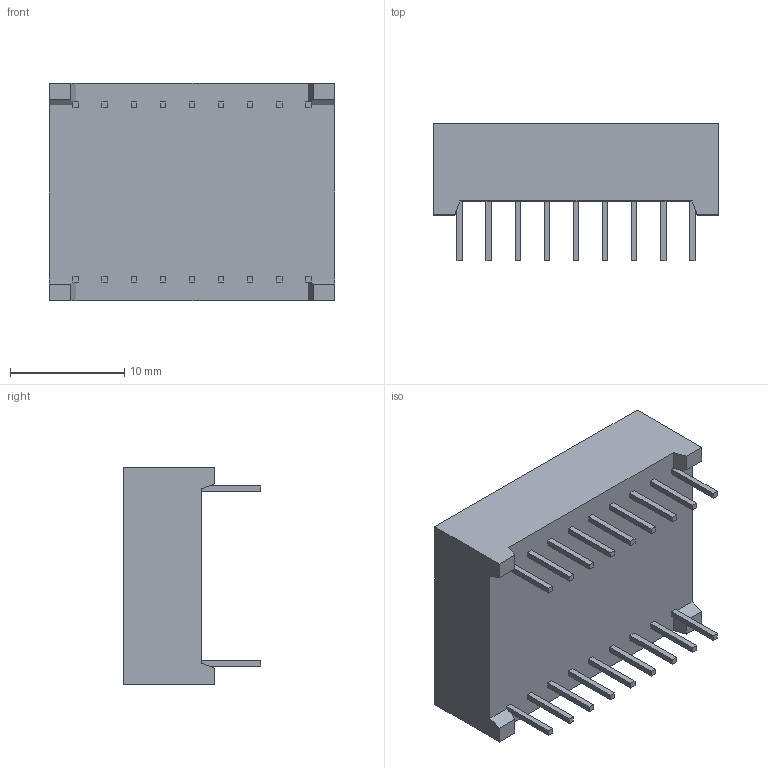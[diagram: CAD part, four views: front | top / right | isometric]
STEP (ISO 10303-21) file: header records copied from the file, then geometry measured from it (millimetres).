
FILE_DESCRIPTION (( 'STEP AP214' ), '1' );
FILE_NAME ('end-el-san Co Ltd-King Bright DX56-11A.STEP', '2018-12-17T08:56:23', ( '' ), ( '' ), 'SwSTEP 2.0', 'SolidWorks 2018', '' );
FILE_SCHEMA (( 'AUTOMOTIVE_DESIGN' ));
Length unit declared in the file: millimetre
Products named in the file (1): end-el-san Co Ltd-King Bright DX56-11A
Bounding box: 25 x 12 x 19.05 mm (x, y, z)
Volume: 3267.8 mm3; surface area: 1790 mm2
Topology: 1 solids, 1 shells, 478 faces, 1259 edges, 838 vertices
Faces by surface type: plane 349, bspline 117, cylinder 12
Entity records: 25431 total; most frequent: CARTESIAN_POINT 9085, ORIENTED_EDGE 2518, DIRECTION 1770, EDGE_CURVE 1259, VECTOR 998, LINE 998, VERTEX_POINT 838, EDGE_LOOP 533
